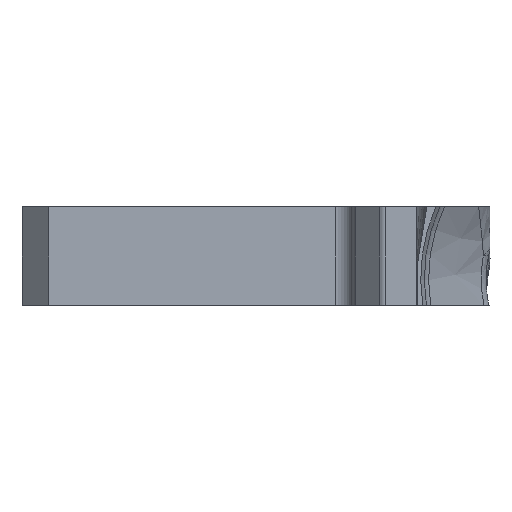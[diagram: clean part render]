
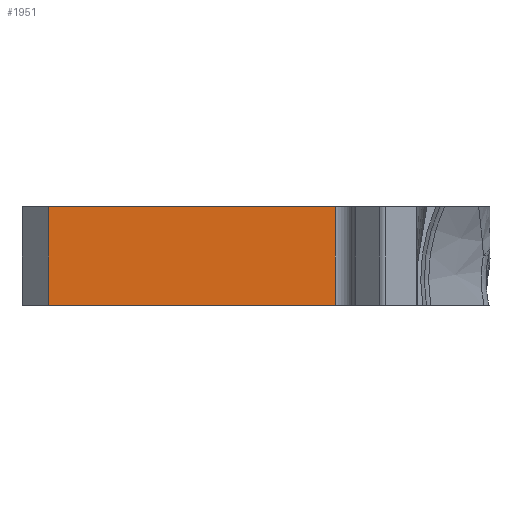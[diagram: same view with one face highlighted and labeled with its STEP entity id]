
A CAD part, left-side view. The second image highlights one B-rep face of the part: STEP entity #1951.
In plain terms, the highlighted planar face has unit normal (-1, 0, 0).
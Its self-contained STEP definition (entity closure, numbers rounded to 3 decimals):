
#146=LINE('',#2958,#308);
#198=LINE('',#3515,#360);
#199=LINE('',#3518,#361);
#200=LINE('',#3519,#362);
#308=VECTOR('',#2326,1000.);
#360=VECTOR('',#2548,1000.);
#361=VECTOR('',#2551,1000.);
#362=VECTOR('',#2552,1000.);
#491=FACE_OUTER_BOUND('',#595,.T.);
#595=EDGE_LOOP('',(#1527,#1528,#1529,#1530));
#819=VERTEX_POINT('',#2955);
#820=VERTEX_POINT('',#2957);
#909=VERTEX_POINT('',#3513);
#910=VERTEX_POINT('',#3517);
#1029=EDGE_CURVE('',#820,#819,#146,.T.);
#1152=EDGE_CURVE('',#819,#909,#198,.T.);
#1153=EDGE_CURVE('',#910,#820,#199,.T.);
#1154=EDGE_CURVE('',#910,#909,#200,.T.);
#1527=ORIENTED_EDGE('',*,*,#1153,.T.);
#1528=ORIENTED_EDGE('',*,*,#1029,.T.);
#1529=ORIENTED_EDGE('',*,*,#1152,.T.);
#1530=ORIENTED_EDGE('',*,*,#1154,.F.);
#1877=PLANE('',#2142);
#1951=ADVANCED_FACE('',(#491),#1877,.T.);
#2142=AXIS2_PLACEMENT_3D('',#3516,#2549,#2550);
#2326=DIRECTION('',(0.,-1.,0.));
#2548=DIRECTION('',(0.,0.,1.));
#2549=DIRECTION('center_axis',(-1.,0.,0.));
#2550=DIRECTION('ref_axis',(0.,-1.,0.));
#2551=DIRECTION('',(0.,0.,-1.));
#2552=DIRECTION('',(0.,-1.,0.));
#2955=CARTESIAN_POINT('',(-25.,-34.8,0.));
#2957=CARTESIAN_POINT('',(-25.,-3.,0.));
#2958=CARTESIAN_POINT('',(-25.,0.,0.));
#3513=CARTESIAN_POINT('',(-25.,-34.8,11.));
#3515=CARTESIAN_POINT('',(-25.,-34.8,0.));
#3516=CARTESIAN_POINT('Origin',(-25.,0.,0.));
#3517=CARTESIAN_POINT('',(-25.,-3.,11.));
#3518=CARTESIAN_POINT('',(-25.,-3.,0.));
#3519=CARTESIAN_POINT('',(-25.,-28.345,11.));
